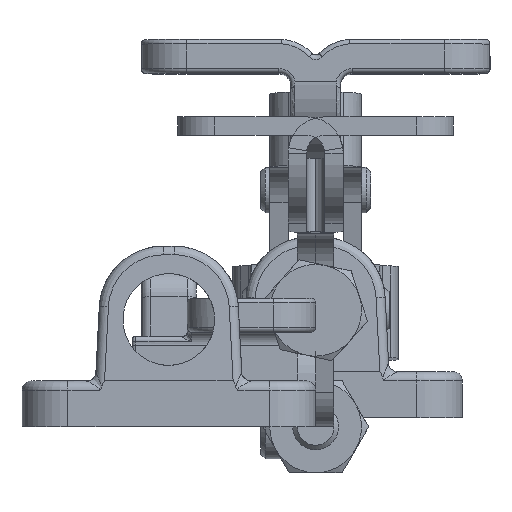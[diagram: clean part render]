
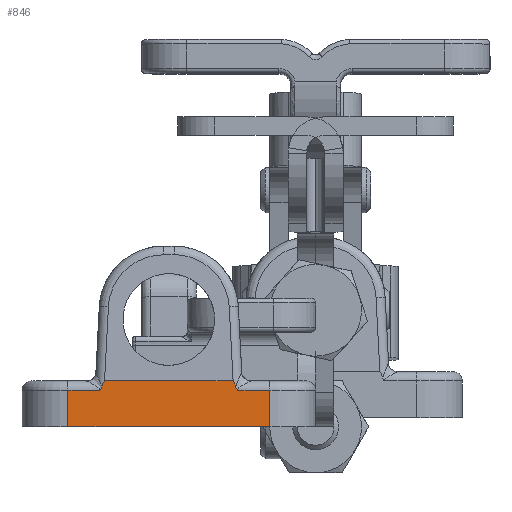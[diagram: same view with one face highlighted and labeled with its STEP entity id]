
A CAD part, left-side view. The second image highlights one B-rep face of the part: STEP entity #846.
In plain terms, the highlighted planar face has unit normal (-1, 0, 0).
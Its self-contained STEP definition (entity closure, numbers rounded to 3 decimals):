
#846 = ADVANCED_FACE( '', ( #1931 ), #1932, .T. );
#1931 = FACE_OUTER_BOUND( '', #3796, .T. );
#1932 = PLANE( '', #3797 );
#3796 = EDGE_LOOP( '', ( #6801, #6802, #6803, #6804, #6805, #6806, #6807, #6808, #6809, #6810 ) );
#3797 = AXIS2_PLACEMENT_3D( '', #6811, #6812, #6813 );
#6801 = ORIENTED_EDGE( '', *, *, #9248, .F. );
#6802 = ORIENTED_EDGE( '', *, *, #9249, .T. );
#6803 = ORIENTED_EDGE( '', *, *, #8566, .T. );
#6804 = ORIENTED_EDGE( '', *, *, #8811, .T. );
#6805 = ORIENTED_EDGE( '', *, *, #8808, .T. );
#6806 = ORIENTED_EDGE( '', *, *, #8525, .T. );
#6807 = ORIENTED_EDGE( '', *, *, #8698, .T. );
#6808 = ORIENTED_EDGE( '', *, *, #9147, .T. );
#6809 = ORIENTED_EDGE( '', *, *, #9250, .T. );
#6810 = ORIENTED_EDGE( '', *, *, #8576, .T. );
#6811 = CARTESIAN_POINT( '', ( -57., 32., 5. ) );
#6812 = DIRECTION( '', ( -1., 0., 0. ) );
#6813 = DIRECTION( '', ( 0., 0., 1. ) );
#8525 = EDGE_CURVE( '', #9869, #9870, #9871, .T. );
#8566 = EDGE_CURVE( '', #9944, #9945, #9946, .T. );
#8576 = EDGE_CURVE( '', #9962, #9963, #9964, .T. );
#8698 = EDGE_CURVE( '', #9870, #10172, #10174, .F. );
#8808 = EDGE_CURVE( '', #9893, #9869, #10354, .T. );
#8811 = EDGE_CURVE( '', #9945, #9893, #10357, .F. );
#9147 = EDGE_CURVE( '', #10172, #10854, #10856, .F. );
#9248 = EDGE_CURVE( '', #10991, #9963, #10992, .T. );
#9249 = EDGE_CURVE( '', #10991, #9944, #10993, .T. );
#9250 = EDGE_CURVE( '', #10854, #9962, #10994, .F. );
#9869 = VERTEX_POINT( '', #11874 );
#9870 = VERTEX_POINT( '', #11875 );
#9871 = LINE( '', #11876, #11877 );
#9893 = VERTEX_POINT( '', #11902 );
#9944 = VERTEX_POINT( '', #11966 );
#9945 = VERTEX_POINT( '', #11967 );
#9946 = B_SPLINE_CURVE_WITH_KNOTS( '', 3, ( #11968, #11969, #11970, #11971, #11972, #11973, #11974, #11975, #11976, #11977, #11978, #11979, #11980, #11981, #11982, #11983, #11984, #11985, #11986, #11987, #11988, #11989 ), .UNSPECIFIED., .F., .F., ( 4, 2, 2, 2, 1, 2, 2, 1, 1, 1, 2, 2, 4 ), ( 0., 0., 0., 0., 0., 0., 0., 0., 0., 0., 0., 0., 0. ), .UNSPECIFIED. );
#9962 = VERTEX_POINT( '', #12132 );
#9963 = VERTEX_POINT( '', #12133 );
#9964 = ELLIPSE( '', #12134, 19.133, 1. );
#10172 = VERTEX_POINT( '', #12694 );
#10174 = LINE( '', #12696, #12697 );
#10354 = LINE( '', #13031, #13032 );
#10357 = LINE( '', #13036, #13037 );
#10854 = VERTEX_POINT( '', #13922 );
#10856 = LINE( '', #14001, #14002 );
#10991 = VERTEX_POINT( '', #14355 );
#10992 = LINE( '', #14356, #14357 );
#10993 = ELLIPSE( '', #14358, 19.133, 1. );
#10994 = B_SPLINE_CURVE_WITH_KNOTS( '', 3, ( #14359, #14360, #14361, #14362, #14363, #14364, #14365, #14366, #14367, #14368, #14369, #14370, #14371, #14372, #14373, #14374, #14375, #14376, #14377, #14378, #14379, #14380, #14381, #14382 ), .UNSPECIFIED., .F., .F., ( 4, 2, 1, 2, 2, 2, 1, 2, 2, 1, 1, 2, 2, 4 ), ( 0., 0., 0., 0., 0., 0., 0., 0., 0., 0., 0., 0., 0., 0. ), .UNSPECIFIED. );
#11874 = CARTESIAN_POINT( '', ( -57., 27., 0. ) );
#11875 = CARTESIAN_POINT( '', ( -57., 5., 0. ) );
#11876 = CARTESIAN_POINT( '', ( -57., 32., 0. ) );
#11877 = VECTOR( '', #15897, 1000. );
#11902 = CARTESIAN_POINT( '', ( -57., 27., 4. ) );
#11966 = CARTESIAN_POINT( '', ( -57., 23.301, 4.321 ) );
#11967 = CARTESIAN_POINT( '', ( -57., 23.517, 4. ) );
#11968 = CARTESIAN_POINT( '', ( -57., 23.301, 4.321 ) );
#11969 = CARTESIAN_POINT( '', ( -57., 23.309, 4.289 ) );
#11970 = CARTESIAN_POINT( '', ( -57., 23.319, 4.258 ) );
#11971 = CARTESIAN_POINT( '', ( -57., 23.337, 4.211 ) );
#11972 = CARTESIAN_POINT( '', ( -57., 23.344, 4.196 ) );
#11973 = CARTESIAN_POINT( '', ( -57., 23.355, 4.174 ) );
#11974 = CARTESIAN_POINT( '', ( -57., 23.359, 4.167 ) );
#11975 = CARTESIAN_POINT( '', ( -57., 23.368, 4.152 ) );
#11976 = CARTESIAN_POINT( '', ( -57., 23.389, 4.117 ) );
#11977 = CARTESIAN_POINT( '', ( -57., 23.415, 4.084 ) );
#11978 = CARTESIAN_POINT( '', ( -57., 23.444, 4.055 ) );
#11979 = CARTESIAN_POINT( '', ( -57., 23.45, 4.05 ) );
#11980 = CARTESIAN_POINT( '', ( -57., 23.463, 4.039 ) );
#11981 = CARTESIAN_POINT( '', ( -57., 23.476, 4.028 ) );
#11982 = CARTESIAN_POINT( '', ( -57., 23.493, 4.016 ) );
#11983 = CARTESIAN_POINT( '', ( -57., 23.504, 4.008 ) );
#11984 = CARTESIAN_POINT( '', ( -57., 23.509, 4.006 ) );
#11985 = CARTESIAN_POINT( '', ( -57., 23.51, 4.004 ) );
#11986 = CARTESIAN_POINT( '', ( -57., 23.511, 4.004 ) );
#11987 = CARTESIAN_POINT( '', ( -57., 23.514, 4.002 ) );
#11988 = CARTESIAN_POINT( '', ( -57., 23.516, 4.001 ) );
#11989 = CARTESIAN_POINT( '', ( -57., 23.517, 4. ) );
#12132 = CARTESIAN_POINT( '', ( -57., 8.699, 4.321 ) );
#12133 = CARTESIAN_POINT( '', ( -57., 8.999, 5. ) );
#12134 = AXIS2_PLACEMENT_3D( '', #15979, #15980, #15981 );
#12694 = CARTESIAN_POINT( '', ( -57., 5., 4. ) );
#12696 = CARTESIAN_POINT( '', ( -57., 5., 5. ) );
#12697 = VECTOR( '', #16168, 1000. );
#13031 = CARTESIAN_POINT( '', ( -57., 27., 0. ) );
#13032 = VECTOR( '', #16307, 1000. );
#13036 = CARTESIAN_POINT( '', ( -57., 32., 4. ) );
#13037 = VECTOR( '', #16309, 1000. );
#13922 = CARTESIAN_POINT( '', ( -57., 8.483, 4. ) );
#14001 = CARTESIAN_POINT( '', ( -57., 32., 4. ) );
#14002 = VECTOR( '', #16760, 1000. );
#14355 = CARTESIAN_POINT( '', ( -57., 23.001, 5. ) );
#14356 = CARTESIAN_POINT( '', ( -57., 78., 5. ) );
#14357 = VECTOR( '', #16901, 1000. );
#14358 = AXIS2_PLACEMENT_3D( '', #16902, #16903, #16904 );
#14359 = CARTESIAN_POINT( '', ( -57., 8.699, 4.321 ) );
#14360 = CARTESIAN_POINT( '', ( -57., 8.691, 4.289 ) );
#14361 = CARTESIAN_POINT( '', ( -57., 8.681, 4.257 ) );
#14362 = CARTESIAN_POINT( '', ( -57., 8.663, 4.211 ) );
#14363 = CARTESIAN_POINT( '', ( -57., 8.649, 4.181 ) );
#14364 = CARTESIAN_POINT( '', ( -57., 8.633, 4.152 ) );
#14365 = CARTESIAN_POINT( '', ( -57., 8.622, 4.135 ) );
#14366 = CARTESIAN_POINT( '', ( -57., 8.619, 4.131 ) );
#14367 = CARTESIAN_POINT( '', ( -57., 8.615, 4.124 ) );
#14368 = CARTESIAN_POINT( '', ( -57., 8.612, 4.121 ) );
#14369 = CARTESIAN_POINT( '', ( -57., 8.605, 4.111 ) );
#14370 = CARTESIAN_POINT( '', ( -57., 8.59, 4.091 ) );
#14371 = CARTESIAN_POINT( '', ( -57., 8.573, 4.072 ) );
#14372 = CARTESIAN_POINT( '', ( -57., 8.549, 4.049 ) );
#14373 = CARTESIAN_POINT( '', ( -57., 8.537, 4.038 ) );
#14374 = CARTESIAN_POINT( '', ( -57., 8.517, 4.023 ) );
#14375 = CARTESIAN_POINT( '', ( -57., 8.507, 4.016 ) );
#14376 = CARTESIAN_POINT( '', ( -57., 8.496, 4.008 ) );
#14377 = CARTESIAN_POINT( '', ( -57., 8.491, 4.006 ) );
#14378 = CARTESIAN_POINT( '', ( -57., 8.49, 4.004 ) );
#14379 = CARTESIAN_POINT( '', ( -57., 8.489, 4.004 ) );
#14380 = CARTESIAN_POINT( '', ( -57., 8.486, 4.002 ) );
#14381 = CARTESIAN_POINT( '', ( -57., 8.484, 4.001 ) );
#14382 = CARTESIAN_POINT( '', ( -57., 8.483, 4. ) );
#15897 = DIRECTION( '', ( 0., -1., 0. ) );
#15979 = CARTESIAN_POINT( '', ( -57., 8., -14.107 ) );
#15980 = DIRECTION( '', ( -1., 0., 0. ) );
#15981 = DIRECTION( '', ( 0., 0.052, 0.999 ) );
#16168 = DIRECTION( '', ( 0., 0., -1. ) );
#16307 = DIRECTION( '', ( 0., 0., -1. ) );
#16309 = DIRECTION( '', ( 0., -1., 0. ) );
#16760 = DIRECTION( '', ( 0., -1., 0. ) );
#16901 = DIRECTION( '', ( 0., -1., 0. ) );
#16902 = CARTESIAN_POINT( '', ( -57., 24., -14.107 ) );
#16903 = DIRECTION( '', ( -1., 0., 0. ) );
#16904 = DIRECTION( '', ( 0., 0.052, -0.999 ) );
